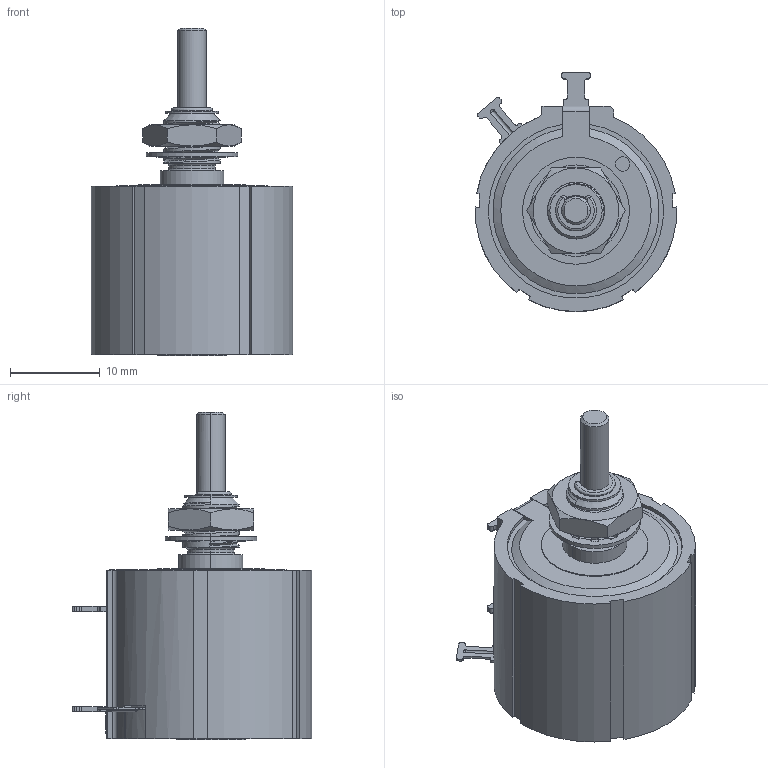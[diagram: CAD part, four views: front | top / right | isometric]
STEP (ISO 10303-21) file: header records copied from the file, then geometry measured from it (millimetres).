
FILE_DESCRIPTION((''),'2;1');
FILE_NAME('7280-28A_SW0001','2013-06-26T',('BMozley'),(''),'PRO/ENGINEER BY PARAMETRIC TECHNOLOGY CORPORATION, 2013050','PRO/ENGINEER BY PARAMETRIC TECHNOLOGY CORPORATION, 2013050','');
FILE_SCHEMA(('CONFIG_CONTROL_DESIGN'));
Length unit declared in the file: inch
Products named in the file (1): 7280-28A_SW0001
Bounding box: 22.49 x 26.72 x 36.58 mm (x, y, z)
Volume: 7978.4 mm3; surface area: 3294.5 mm2
Topology: 3 solids, 3 shells, 402 faces, 1101 edges, 707 vertices
Faces by surface type: plane 161, cylinder 152, bspline 56, cone 22, torus 10, sphere 1
Entity records: 16922 total; most frequent: CARTESIAN_POINT 6839, ORIENTED_EDGE 2198, DIRECTION 1976, EDGE_CURVE 1099, VERTEX_POINT 707, AXIS2_PLACEMENT_3D 664, VECTOR 648, LINE 648
